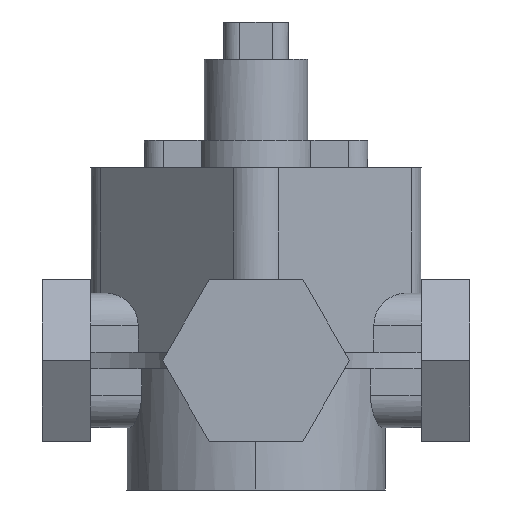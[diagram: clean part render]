
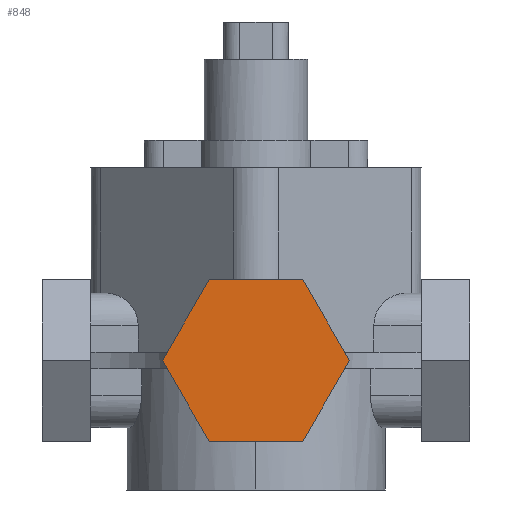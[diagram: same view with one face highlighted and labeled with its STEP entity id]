
A CAD part, front view. The second image highlights one B-rep face of the part: STEP entity #848.
In plain terms, the highlighted planar face has unit normal (0, -1, 0).
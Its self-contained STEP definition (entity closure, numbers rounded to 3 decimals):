
#799=CARTESIAN_POINT('Axis2P3D Location',(-28.868,-66.,0.)) ;
#805=CARTESIAN_POINT('Control Point',(28.868,-66.,0.)) ;
#806=CARTESIAN_POINT('Control Point',(14.434,-66.,25.)) ;
#807=CARTESIAN_POINT('Vertex',(28.868,-66.,0.)) ;
#809=CARTESIAN_POINT('Vertex',(14.434,-66.,25.)) ;
#813=CARTESIAN_POINT('Control Point',(14.434,-66.,25.)) ;
#814=CARTESIAN_POINT('Control Point',(-14.434,-66.,25.)) ;
#815=CARTESIAN_POINT('Vertex',(-14.434,-66.,25.)) ;
#819=CARTESIAN_POINT('Control Point',(-14.434,-66.,25.)) ;
#820=CARTESIAN_POINT('Control Point',(-28.868,-66.,0.)) ;
#821=CARTESIAN_POINT('Vertex',(-28.868,-66.,0.)) ;
#825=CARTESIAN_POINT('Control Point',(-28.868,-66.,0.)) ;
#826=CARTESIAN_POINT('Control Point',(-14.434,-66.,-25.)) ;
#827=CARTESIAN_POINT('Vertex',(-14.434,-66.,-25.)) ;
#831=CARTESIAN_POINT('Control Point',(-14.434,-66.,-25.)) ;
#832=CARTESIAN_POINT('Control Point',(14.434,-66.,-25.)) ;
#833=CARTESIAN_POINT('Vertex',(14.434,-66.,-25.)) ;
#837=CARTESIAN_POINT('Control Point',(14.434,-66.,-25.)) ;
#838=CARTESIAN_POINT('Control Point',(28.868,-66.,0.)) ;
#800=DIRECTION('Axis2P3D Direction',(0.,-1.,0.)) ;
#801=DIRECTION('Axis2P3D XDirection',(0.5,0.,-0.866)) ;
#802=AXIS2_PLACEMENT_3D('Plane Axis2P3D',#799,#800,#801) ;
#803=PLANE('',#802) ;
#811=EDGE_CURVE('',#808,#810,#804,.T.) ;
#817=EDGE_CURVE('',#810,#816,#812,.T.) ;
#823=EDGE_CURVE('',#816,#822,#818,.T.) ;
#829=EDGE_CURVE('',#822,#828,#824,.T.) ;
#835=EDGE_CURVE('',#828,#834,#830,.T.) ;
#839=EDGE_CURVE('',#834,#808,#836,.T.) ;
#841=ORIENTED_EDGE('',*,*,#811,.T.) ;
#842=ORIENTED_EDGE('',*,*,#817,.T.) ;
#843=ORIENTED_EDGE('',*,*,#823,.T.) ;
#844=ORIENTED_EDGE('',*,*,#829,.T.) ;
#845=ORIENTED_EDGE('',*,*,#835,.T.) ;
#846=ORIENTED_EDGE('',*,*,#839,.T.) ;
#840=EDGE_LOOP('',(#841,#842,#843,#844,#845,#846)) ;
#808=VERTEX_POINT('',#807) ;
#810=VERTEX_POINT('',#809) ;
#816=VERTEX_POINT('',#815) ;
#822=VERTEX_POINT('',#821) ;
#828=VERTEX_POINT('',#827) ;
#834=VERTEX_POINT('',#833) ;
#848=ADVANCED_FACE('Solid1',(#847),#803,.T.) ;
#804=B_SPLINE_CURVE_WITH_KNOTS('',1,(#805,#806),.UNSPECIFIED.,.F.,.U.,(2,2),(0.,28.868),.UNSPECIFIED.) ;
#812=B_SPLINE_CURVE_WITH_KNOTS('',1,(#813,#814),.UNSPECIFIED.,.F.,.U.,(2,2),(0.,28.868),.UNSPECIFIED.) ;
#818=B_SPLINE_CURVE_WITH_KNOTS('',1,(#819,#820),.UNSPECIFIED.,.F.,.U.,(2,2),(0.,28.868),.UNSPECIFIED.) ;
#824=B_SPLINE_CURVE_WITH_KNOTS('',1,(#825,#826),.UNSPECIFIED.,.F.,.U.,(2,2),(0.,28.868),.UNSPECIFIED.) ;
#830=B_SPLINE_CURVE_WITH_KNOTS('',1,(#831,#832),.UNSPECIFIED.,.F.,.U.,(2,2),(0.,28.868),.UNSPECIFIED.) ;
#836=B_SPLINE_CURVE_WITH_KNOTS('',1,(#837,#838),.UNSPECIFIED.,.F.,.U.,(2,2),(0.,28.868),.UNSPECIFIED.) ;
#847=FACE_OUTER_BOUND('',#840,.T.) ;
